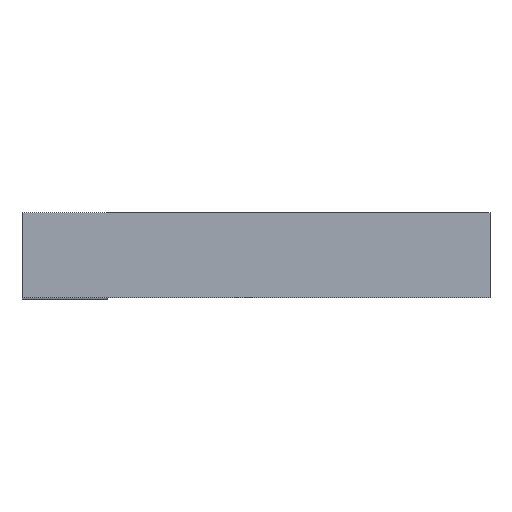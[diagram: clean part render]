
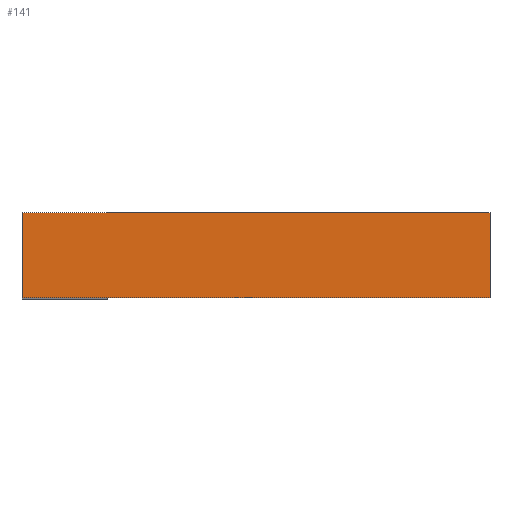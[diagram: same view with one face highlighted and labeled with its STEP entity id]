
A CAD part, top view. The second image highlights one B-rep face of the part: STEP entity #141.
In plain terms, the highlighted planar face has unit normal (0, 0, 1).
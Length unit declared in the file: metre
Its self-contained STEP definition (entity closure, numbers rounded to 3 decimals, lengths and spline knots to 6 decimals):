
#24=ORIENTED_EDGE('',*,*,#59,.F.);
#25=ORIENTED_EDGE('',*,*,#60,.T.);
#26=ORIENTED_EDGE('',*,*,#50,.F.);
#27=ORIENTED_EDGE('',*,*,#61,.F.);
#50=EDGE_CURVE('',#68,#69,#80,.T.);
#59=EDGE_CURVE('',#76,#77,#89,.T.);
#60=EDGE_CURVE('',#76,#69,#90,.T.);
#61=EDGE_CURVE('',#77,#68,#91,.T.);
#68=VERTEX_POINT('',#209);
#69=VERTEX_POINT('',#211);
#76=VERTEX_POINT('',#230);
#77=VERTEX_POINT('',#231);
#80=LINE('',#210,#98);
#89=LINE('',#229,#107);
#90=LINE('',#232,#108);
#91=LINE('',#233,#109);
#98=VECTOR('',#173,1.);
#107=VECTOR('',#188,1.);
#108=VECTOR('',#189,1.);
#109=VECTOR('',#190,1.);
#117=EDGE_LOOP('',(#24,#25,#26,#27));
#125=FACE_BOUND('',#117,.T.);
#133=PLANE('',#162);
#141=ADVANCED_FACE('',(#125),#133,.T.);
#162=AXIS2_PLACEMENT_3D('',#228,#186,#187);
#173=DIRECTION('',(0.,-1.,0.));
#186=DIRECTION('',(0.,0.,1.));
#187=DIRECTION('',(0.,-1.,0.));
#188=DIRECTION('',(0.,1.,0.));
#189=DIRECTION('',(1.,0.,0.));
#190=DIRECTION('',(1.,0.,0.));
#209=CARTESIAN_POINT('',(0.0025,0.00025,0.00525));
#210=CARTESIAN_POINT('',(0.0025,0.,0.00525));
#211=CARTESIAN_POINT('',(0.0025,-0.00025,0.00525));
#228=CARTESIAN_POINT('',(-0.000375,0.,0.00525));
#229=CARTESIAN_POINT('',(-0.00025,0.,0.00525));
#230=CARTESIAN_POINT('',(-0.00025,-0.00025,0.00525));
#231=CARTESIAN_POINT('',(-0.00025,0.00025,0.00525));
#232=CARTESIAN_POINT('',(-0.000375,-0.00025,0.00525));
#233=CARTESIAN_POINT('',(-0.000375,0.00025,0.00525));
